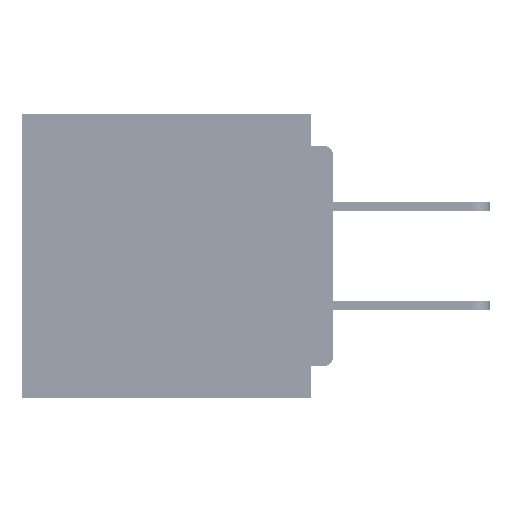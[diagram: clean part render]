
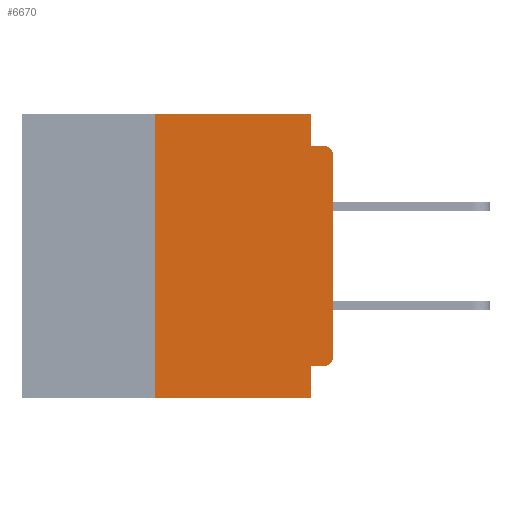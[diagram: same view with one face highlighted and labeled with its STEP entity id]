
A CAD part, left-side view. The second image highlights one B-rep face of the part: STEP entity #6670.
In plain terms, the highlighted planar face has unit normal (-1, 0, 0).
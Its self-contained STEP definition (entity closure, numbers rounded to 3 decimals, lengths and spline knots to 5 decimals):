
#155 = CARTESIAN_POINT ( 'NONE',  ( 0., 0.25, 0. ) ) ;
#402 = EDGE_CURVE ( 'NONE', #63698, #11225, #31247, .T. ) ;
#1618 = EDGE_CURVE ( 'NONE', #32520, #57241, #36572, .T. ) ;
#2366 = EDGE_LOOP ( 'NONE', ( #22401, #54723, #12597, #26477, #26793, #31005, #61431, #16269, #6293, #33142 ) ) ;
#2993 = VECTOR ( 'NONE', #23693, 39.37008 ) ;
#3041 = AXIS2_PLACEMENT_3D ( 'NONE', #26859, #41750, #12255 ) ;
#3849 = DIRECTION ( 'NONE',  ( -1., 0., 0. ) ) ;
#4726 = CARTESIAN_POINT ( 'NONE',  ( 0., 0.015, -0.34 ) ) ;
#6293 = ORIENTED_EDGE ( 'NONE', *, *, #41611, .F. ) ;
#6670 = ADVANCED_FACE ( 'NONE', ( #39535 ), #7291, .F. ) ;
#7291 = PLANE ( 'NONE',  #3041 ) ;
#8615 = DIRECTION ( 'NONE',  ( 0., 0., -1. ) ) ;
#9726 = DIRECTION ( 'NONE',  ( 0., 0., -1. ) ) ;
#10226 = EDGE_CURVE ( 'NONE', #60873, #21522, #29897, .T. ) ;
#10414 = VECTOR ( 'NONE', #59852, 39.37008 ) ;
#10764 = CARTESIAN_POINT ( 'NONE',  ( 0., 0.031, 0. ) ) ;
#11225 = VERTEX_POINT ( 'NONE', #155 ) ;
#12255 = DIRECTION ( 'NONE',  ( 0., 0., -1. ) ) ;
#12597 = ORIENTED_EDGE ( 'NONE', *, *, #10226, .F. ) ;
#13687 = LINE ( 'NONE', #51547, #26744 ) ;
#14412 = LINE ( 'NONE', #33148, #15936 ) ;
#15779 = CARTESIAN_POINT ( 'NONE',  ( 0., 0.015, -0.045 ) ) ;
#15936 = VECTOR ( 'NONE', #8615, 39.37008 ) ;
#16134 = LINE ( 'NONE', #53186, #2993 ) ;
#16269 = ORIENTED_EDGE ( 'NONE', *, *, #57507, .F. ) ;
#16317 = VECTOR ( 'NONE', #51611, 39.37008 ) ;
#16900 = DIRECTION ( 'NONE',  ( 0., -1., 0. ) ) ;
#21522 = VERTEX_POINT ( 'NONE', #15779 ) ;
#21904 = CARTESIAN_POINT ( 'NONE',  ( 0., 0.031, 0. ) ) ;
#22401 = ORIENTED_EDGE ( 'NONE', *, *, #1618, .T. ) ;
#22860 = VERTEX_POINT ( 'NONE', #40277 ) ;
#23498 = VECTOR ( 'NONE', #37015, 39.37008 ) ;
#23693 = DIRECTION ( 'NONE',  ( 0., -1., 0. ) ) ;
#25454 = DIRECTION ( 'NONE',  ( 0., -1., 0. ) ) ;
#26477 = ORIENTED_EDGE ( 'NONE', *, *, #61647, .F. ) ;
#26744 = VECTOR ( 'NONE', #16900, 39.37008 ) ;
#26793 = ORIENTED_EDGE ( 'NONE', *, *, #38044, .F. ) ;
#26859 = CARTESIAN_POINT ( 'NONE',  ( 0., 0.437, 0. ) ) ;
#27071 = CARTESIAN_POINT ( 'NONE',  ( 0., 0., -0.355 ) ) ;
#28019 = DIRECTION ( 'NONE',  ( 0., 0., 1. ) ) ;
#28426 = EDGE_CURVE ( 'NONE', #42428, #32520, #30600, .T. ) ;
#29435 = LINE ( 'NONE', #21904, #16317 ) ;
#29897 = LINE ( 'NONE', #54950, #37627 ) ;
#30597 = VECTOR ( 'NONE', #28019, 39.37008 ) ;
#30600 = CIRCLE ( 'NONE', #53646, 0.015 ) ;
#31005 = ORIENTED_EDGE ( 'NONE', *, *, #402, .F. ) ;
#31247 = LINE ( 'NONE', #35319, #30597 ) ;
#31459 = CARTESIAN_POINT ( 'NONE',  ( 0., 0., -0.06 ) ) ;
#31588 = CARTESIAN_POINT ( 'NONE',  ( 0., 0., -0.34 ) ) ;
#32096 = VERTEX_POINT ( 'NONE', #57637 ) ;
#32520 = VERTEX_POINT ( 'NONE', #31588 ) ;
#33142 = ORIENTED_EDGE ( 'NONE', *, *, #28426, .T. ) ;
#33148 = CARTESIAN_POINT ( 'NONE',  ( 0., 0.031, -0.4 ) ) ;
#33351 = CARTESIAN_POINT ( 'NONE',  ( 0., 0.015, -0.06 ) ) ;
#35319 = CARTESIAN_POINT ( 'NONE',  ( 0., 0.25, -0.4 ) ) ;
#36572 = LINE ( 'NONE', #59227, #10414 ) ;
#37015 = DIRECTION ( 'NONE',  ( 0., 1., 0. ) ) ;
#37627 = VECTOR ( 'NONE', #25454, 39.37008 ) ;
#38044 = EDGE_CURVE ( 'NONE', #11225, #51477, #13687, .T. ) ;
#38338 = DIRECTION ( 'NONE',  ( 0., 0., -1. ) ) ;
#39216 = DIRECTION ( 'NONE',  ( -1., 0., 0. ) ) ;
#39535 = FACE_OUTER_BOUND ( 'NONE', #2366, .T. ) ;
#39644 = CARTESIAN_POINT ( 'NONE',  ( 0., 0.25, -0.4 ) ) ;
#40277 = CARTESIAN_POINT ( 'NONE',  ( 0., 0.031, -0.355 ) ) ;
#41611 = EDGE_CURVE ( 'NONE', #42428, #22860, #62737, .T. ) ;
#41750 = DIRECTION ( 'NONE',  ( 1., 0., 0. ) ) ;
#42428 = VERTEX_POINT ( 'NONE', #63531 ) ;
#43006 = AXIS2_PLACEMENT_3D ( 'NONE', #33351, #3849, #38338 ) ;
#45034 = EDGE_CURVE ( 'NONE', #63698, #32096, #16134, .T. ) ;
#51477 = VERTEX_POINT ( 'NONE', #10764 ) ;
#51547 = CARTESIAN_POINT ( 'NONE',  ( 0., 0.437, 0. ) ) ;
#51611 = DIRECTION ( 'NONE',  ( 0., 0., -1. ) ) ;
#53186 = CARTESIAN_POINT ( 'NONE',  ( 0., 0.437, -0.4 ) ) ;
#53200 = EDGE_CURVE ( 'NONE', #57241, #21522, #60813, .T. ) ;
#53646 = AXIS2_PLACEMENT_3D ( 'NONE', #4726, #39216, #9726 ) ;
#54488 = CARTESIAN_POINT ( 'NONE',  ( 0., 0.031, -0.045 ) ) ;
#54723 = ORIENTED_EDGE ( 'NONE', *, *, #53200, .T. ) ;
#54950 = CARTESIAN_POINT ( 'NONE',  ( 0., 0., -0.045 ) ) ;
#57241 = VERTEX_POINT ( 'NONE', #31459 ) ;
#57507 = EDGE_CURVE ( 'NONE', #22860, #32096, #14412, .T. ) ;
#57637 = CARTESIAN_POINT ( 'NONE',  ( 0., 0.031, -0.4 ) ) ;
#59227 = CARTESIAN_POINT ( 'NONE',  ( 0., 0., 0. ) ) ;
#59852 = DIRECTION ( 'NONE',  ( 0., 0., 1. ) ) ;
#60813 = CIRCLE ( 'NONE', #43006, 0.015 ) ;
#60873 = VERTEX_POINT ( 'NONE', #54488 ) ;
#61431 = ORIENTED_EDGE ( 'NONE', *, *, #45034, .T. ) ;
#61647 = EDGE_CURVE ( 'NONE', #51477, #60873, #29435, .T. ) ;
#62737 = LINE ( 'NONE', #27071, #23498 ) ;
#63531 = CARTESIAN_POINT ( 'NONE',  ( 0., 0.015, -0.355 ) ) ;
#63698 = VERTEX_POINT ( 'NONE', #39644 ) ;
